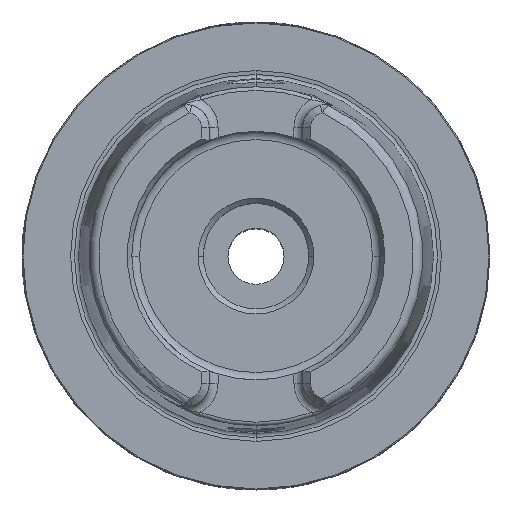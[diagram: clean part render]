
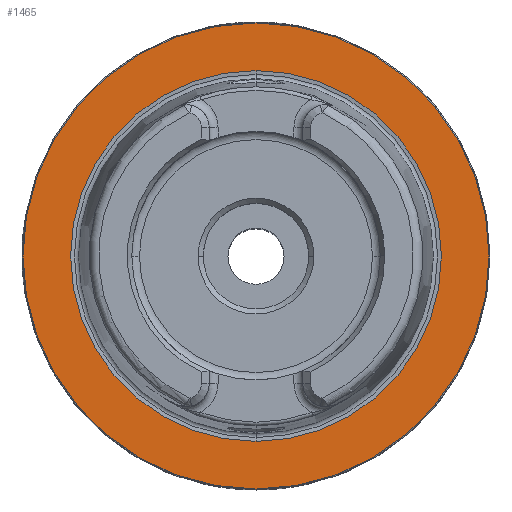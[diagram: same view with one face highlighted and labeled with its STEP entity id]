
A CAD part, top view. The second image highlights one B-rep face of the part: STEP entity #1465.
In plain terms, the highlighted planar face has unit normal (0, 0, 1).
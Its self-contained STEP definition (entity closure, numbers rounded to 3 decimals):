
#322 = VERTEX_POINT ( 'NONE', #9613 ) ;
#577 = AXIS2_PLACEMENT_3D ( 'NONE', #5874, #627, #6736 ) ;
#627 = DIRECTION ( 'NONE',  ( 0., 0., 1. ) ) ;
#884 = EDGE_LOOP ( 'NONE', ( #5179, #6038 ) ) ;
#896 = ORIENTED_EDGE ( 'NONE', *, *, #9647, .T. ) ;
#1332 = VERTEX_POINT ( 'NONE', #2701 ) ;
#1465 = ADVANCED_FACE ( 'NONE', ( #1580, #10845 ), #3069, .T. ) ;
#1580 = FACE_OUTER_BOUND ( 'NONE', #884, .T. ) ;
#1950 = EDGE_LOOP ( 'NONE', ( #896, #2168 ) ) ;
#2168 = ORIENTED_EDGE ( 'NONE', *, *, #10335, .T. ) ;
#2314 = CARTESIAN_POINT ( 'NONE',  ( 0., 49.765, 0. ) ) ;
#2379 = EDGE_CURVE ( 'NONE', #9810, #1332, #9388, .T. ) ;
#2393 = CIRCLE ( 'NONE', #8387, 39.59 ) ;
#2701 = CARTESIAN_POINT ( 'NONE',  ( 0., -49.765, 0. ) ) ;
#3069 = PLANE ( 'NONE',  #10563 ) ;
#3926 = DIRECTION ( 'NONE',  ( 0., 0., -1. ) ) ;
#4116 = EDGE_CURVE ( 'NONE', #1332, #9810, #10026, .T. ) ;
#4169 = CARTESIAN_POINT ( 'NONE',  ( 0., 0., 0. ) ) ;
#4725 = AXIS2_PLACEMENT_3D ( 'NONE', #9152, #3926, #10009 ) ;
#4968 = DIRECTION ( 'NONE',  ( 0., 0., -1. ) ) ;
#5179 = ORIENTED_EDGE ( 'NONE', *, *, #4116, .T. ) ;
#5574 = CIRCLE ( 'NONE', #4725, 39.59 ) ;
#5592 = DIRECTION ( 'NONE',  ( 0., 0., 1. ) ) ;
#5626 = DIRECTION ( 'NONE',  ( 0., -1., 0. ) ) ;
#5874 = CARTESIAN_POINT ( 'NONE',  ( 0., 0., 0. ) ) ;
#6038 = ORIENTED_EDGE ( 'NONE', *, *, #2379, .T. ) ;
#6348 = AXIS2_PLACEMENT_3D ( 'NONE', #4169, #5592, #5626 ) ;
#6736 = DIRECTION ( 'NONE',  ( 0., -1., 0. ) ) ;
#7656 = VERTEX_POINT ( 'NONE', #11275 ) ;
#8387 = AXIS2_PLACEMENT_3D ( 'NONE', #10175, #4968, #11047 ) ;
#9152 = CARTESIAN_POINT ( 'NONE',  ( 0., 0., 0. ) ) ;
#9204 = DIRECTION ( 'NONE',  ( 0., 0., 1. ) ) ;
#9388 = CIRCLE ( 'NONE', #6348, 49.765 ) ;
#9613 = CARTESIAN_POINT ( 'NONE',  ( 0., -39.59, 0. ) ) ;
#9647 = EDGE_CURVE ( 'NONE', #322, #7656, #5574, .T. ) ;
#9810 = VERTEX_POINT ( 'NONE', #2314 ) ;
#9848 = DIRECTION ( 'NONE',  ( 0., -1., 0. ) ) ;
#10009 = DIRECTION ( 'NONE',  ( 0., 1., 0. ) ) ;
#10026 = CIRCLE ( 'NONE', #577, 49.765 ) ;
#10117 = CARTESIAN_POINT ( 'NONE',  ( 0., 49.965, 0. ) ) ;
#10175 = CARTESIAN_POINT ( 'NONE',  ( 0., 0., 0. ) ) ;
#10335 = EDGE_CURVE ( 'NONE', #7656, #322, #2393, .T. ) ;
#10563 = AXIS2_PLACEMENT_3D ( 'NONE', #10117, #9204, #9848 ) ;
#10845 = FACE_BOUND ( 'NONE', #1950, .T. ) ;
#11047 = DIRECTION ( 'NONE',  ( 0., 1., 0. ) ) ;
#11275 = CARTESIAN_POINT ( 'NONE',  ( 0., 39.59, 0. ) ) ;
